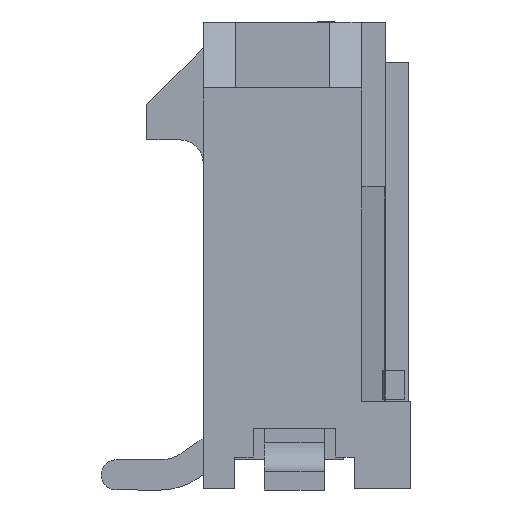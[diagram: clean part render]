
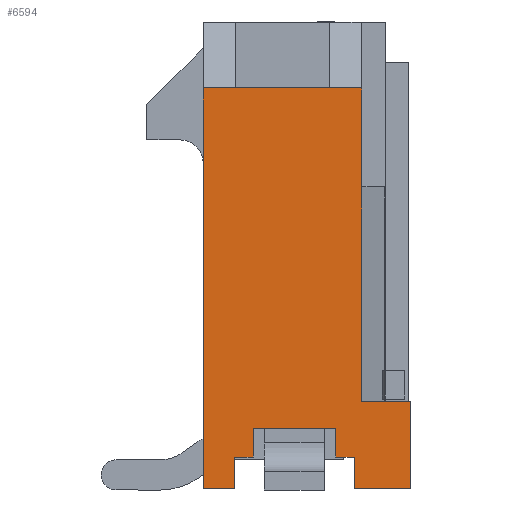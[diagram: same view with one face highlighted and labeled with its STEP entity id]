
A CAD part, left-side view. The second image highlights one B-rep face of the part: STEP entity #6594.
In plain terms, the highlighted planar face has unit normal (-1, 0, 0).
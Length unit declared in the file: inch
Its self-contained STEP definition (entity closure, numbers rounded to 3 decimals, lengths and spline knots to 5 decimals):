
#60 = CARTESIAN_POINT ( 'NONE',  ( -0.24902, -0.05, 0. ) ) ;
#254 = CARTESIAN_POINT ( 'NONE',  ( -0.24902, -0.0563, 0. ) ) ;
#255 = DIRECTION ( 'NONE',  ( 0., 0., 1. ) ) ;
#319 = AXIS2_PLACEMENT_3D ( 'NONE', #5709, #8784, #6464 ) ;
#381 = EDGE_CURVE ( 'NONE', #2184, #3664, #7216, .T. ) ;
#444 = VERTEX_POINT ( 'NONE', #2052 ) ;
#686 = EDGE_CURVE ( 'NONE', #5015, #2082, #6133, .T. ) ;
#771 = VERTEX_POINT ( 'NONE', #1651 ) ;
#996 = ORIENTED_EDGE ( 'NONE', *, *, #9578, .F. ) ;
#1008 = CARTESIAN_POINT ( 'NONE',  ( -0.24902, -0.02953, 0.13976 ) ) ;
#1065 = VERTEX_POINT ( 'NONE', #9675 ) ;
#1079 = VECTOR ( 'NONE', #8257, 39.37008 ) ;
#1088 = EDGE_CURVE ( 'NONE', #6818, #5015, #3659, .T. ) ;
#1188 = LINE ( 'NONE', #4798, #2021 ) ;
#1322 = VECTOR ( 'NONE', #2861, 39.37008 ) ;
#1389 = ORIENTED_EDGE ( 'NONE', *, *, #5933, .F. ) ;
#1515 = CARTESIAN_POINT ( 'NONE',  ( -0.24902, 0., -0.1685 ) ) ;
#1542 = EDGE_CURVE ( 'NONE', #1694, #771, #6919, .T. ) ;
#1588 = CARTESIAN_POINT ( 'NONE',  ( -0.24902, 0.05, -0.19488 ) ) ;
#1631 = EDGE_CURVE ( 'NONE', #771, #2184, #1863, .T. ) ;
#1633 = VECTOR ( 'NONE', #9354, 39.37008 ) ;
#1651 = CARTESIAN_POINT ( 'NONE',  ( -0.24902, -0.0563, 0.13976 ) ) ;
#1694 = VERTEX_POINT ( 'NONE', #1008 ) ;
#1774 = EDGE_CURVE ( 'NONE', #4517, #6818, #5808, .T. ) ;
#1830 = ORIENTED_EDGE ( 'NONE', *, *, #3238, .F. ) ;
#1863 = LINE ( 'NONE', #254, #3986 ) ;
#1875 = CARTESIAN_POINT ( 'NONE',  ( -0.24902, 0.05, 0. ) ) ;
#1910 = DIRECTION ( 'NONE',  ( 0., 0., -1. ) ) ;
#1930 = FACE_OUTER_BOUND ( 'NONE', #9615, .T. ) ;
#2021 = VECTOR ( 'NONE', #255, 39.37008 ) ;
#2038 = VECTOR ( 'NONE', #6073, 39.37008 ) ;
#2051 = CARTESIAN_POINT ( 'NONE',  ( -0.24902, -0.03445, -0.1685 ) ) ;
#2052 = CARTESIAN_POINT ( 'NONE',  ( -0.24902, 0.07598, -0.19488 ) ) ;
#2082 = VERTEX_POINT ( 'NONE', #1588 ) ;
#2166 = EDGE_CURVE ( 'NONE', #7017, #3152, #8622, .T. ) ;
#2184 = VERTEX_POINT ( 'NONE', #5381 ) ;
#2188 = EDGE_CURVE ( 'NONE', #1065, #4517, #5318, .T. ) ;
#2292 = VECTOR ( 'NONE', #3696, 39.37008 ) ;
#2343 = CARTESIAN_POINT ( 'NONE',  ( -0.24902, -0.05, -0.19488 ) ) ;
#2373 = LINE ( 'NONE', #2954, #1322 ) ;
#2385 = CARTESIAN_POINT ( 'NONE',  ( -0.24902, -0.03445, 0. ) ) ;
#2861 = DIRECTION ( 'NONE',  ( 0., 1., 0. ) ) ;
#2902 = VECTOR ( 'NONE', #6211, 39.37008 ) ;
#2954 = CARTESIAN_POINT ( 'NONE',  ( -0.24902, 0., -0.19488 ) ) ;
#3002 = CARTESIAN_POINT ( 'NONE',  ( -0.24902, 0., -0.19488 ) ) ;
#3130 = EDGE_CURVE ( 'NONE', #7657, #1065, #9681, .T. ) ;
#3152 = VERTEX_POINT ( 'NONE', #7690 ) ;
#3238 = EDGE_CURVE ( 'NONE', #2082, #444, #2373, .T. ) ;
#3362 = DIRECTION ( 'NONE',  ( 0., 0., -1. ) ) ;
#3442 = VECTOR ( 'NONE', #1910, 39.37008 ) ;
#3473 = CARTESIAN_POINT ( 'NONE',  ( -0.24902, -0.0563, 0. ) ) ;
#3617 = CARTESIAN_POINT ( 'NONE',  ( -0.24902, 0.03445, -0.1685 ) ) ;
#3659 = LINE ( 'NONE', #8593, #1633 ) ;
#3664 = VERTEX_POINT ( 'NONE', #9259 ) ;
#3696 = DIRECTION ( 'NONE',  ( 0., 0., -1. ) ) ;
#3925 = EDGE_CURVE ( 'NONE', #9549, #8827, #3935, .T. ) ;
#3935 = LINE ( 'NONE', #6645, #2292 ) ;
#3986 = VECTOR ( 'NONE', #7704, 39.37008 ) ;
#4134 = EDGE_CURVE ( 'NONE', #3664, #9549, #6040, .T. ) ;
#4208 = LINE ( 'NONE', #1515, #8927 ) ;
#4312 = ORIENTED_EDGE ( 'NONE', *, *, #1774, .F. ) ;
#4366 = ORIENTED_EDGE ( 'NONE', *, *, #5332, .F. ) ;
#4507 = VECTOR ( 'NONE', #3362, 39.37008 ) ;
#4517 = VERTEX_POINT ( 'NONE', #8724 ) ;
#4660 = CARTESIAN_POINT ( 'NONE',  ( -0.24902, 0., -0.14488 ) ) ;
#4748 = DIRECTION ( 'NONE',  ( 0., 0., 1. ) ) ;
#4798 = CARTESIAN_POINT ( 'NONE',  ( -0.24902, 0.07598, -0.19488 ) ) ;
#4807 = ORIENTED_EDGE ( 'NONE', *, *, #4134, .F. ) ;
#4832 = CARTESIAN_POINT ( 'NONE',  ( -0.24902, 0.03445, 0. ) ) ;
#5015 = VERTEX_POINT ( 'NONE', #7960 ) ;
#5106 = ORIENTED_EDGE ( 'NONE', *, *, #2166, .F. ) ;
#5167 = EDGE_CURVE ( 'NONE', #3152, #7657, #4208, .T. ) ;
#5195 = VECTOR ( 'NONE', #5759, 39.37008 ) ;
#5318 = LINE ( 'NONE', #4660, #2038 ) ;
#5332 = EDGE_CURVE ( 'NONE', #5611, #5986, #7852, .T. ) ;
#5381 = CARTESIAN_POINT ( 'NONE',  ( -0.24902, -0.0563, 0.05709 ) ) ;
#5391 = CARTESIAN_POINT ( 'NONE',  ( -0.24902, 0., 0.13976 ) ) ;
#5404 = CARTESIAN_POINT ( 'NONE',  ( -0.24902, -0.09724, -0.19488 ) ) ;
#5517 = DIRECTION ( 'NONE',  ( 0., -1., 0. ) ) ;
#5574 = CARTESIAN_POINT ( 'NONE',  ( -0.24902, 0., -0.12205 ) ) ;
#5585 = ORIENTED_EDGE ( 'NONE', *, *, #1631, .F. ) ;
#5611 = VERTEX_POINT ( 'NONE', #9161 ) ;
#5693 = CARTESIAN_POINT ( 'NONE',  ( -0.24902, 0., 0.13976 ) ) ;
#5709 = CARTESIAN_POINT ( 'NONE',  ( -0.24902, 0., 0. ) ) ;
#5759 = DIRECTION ( 'NONE',  ( 0., 0., -1. ) ) ;
#5798 = DIRECTION ( 'NONE',  ( 0., -1., 0. ) ) ;
#5808 = LINE ( 'NONE', #4832, #4507 ) ;
#5933 = EDGE_CURVE ( 'NONE', #5986, #1694, #6762, .T. ) ;
#5986 = VERTEX_POINT ( 'NONE', #6685 ) ;
#6019 = DIRECTION ( 'NONE',  ( 0., -1., 0. ) ) ;
#6022 = VECTOR ( 'NONE', #4748, 39.37008 ) ;
#6040 = LINE ( 'NONE', #5574, #2902 ) ;
#6073 = DIRECTION ( 'NONE',  ( 0., 1., 0. ) ) ;
#6133 = LINE ( 'NONE', #1875, #3442 ) ;
#6211 = DIRECTION ( 'NONE',  ( 0., -1., 0. ) ) ;
#6307 = CARTESIAN_POINT ( 'NONE',  ( -0.24902, -0.09724, -0.12205 ) ) ;
#6464 = DIRECTION ( 'NONE',  ( 0., 0., -1. ) ) ;
#6594 = ADVANCED_FACE ( 'NONE', ( #1930 ), #7287, .F. ) ;
#6645 = CARTESIAN_POINT ( 'NONE',  ( -0.24902, -0.09724, 0. ) ) ;
#6685 = CARTESIAN_POINT ( 'NONE',  ( -0.24902, 0.04921, 0.13976 ) ) ;
#6690 = ORIENTED_EDGE ( 'NONE', *, *, #381, .F. ) ;
#6694 = DIRECTION ( 'NONE',  ( 0., 1., 0. ) ) ;
#6762 = LINE ( 'NONE', #5693, #8890 ) ;
#6818 = VERTEX_POINT ( 'NONE', #3617 ) ;
#6828 = ORIENTED_EDGE ( 'NONE', *, *, #3925, .F. ) ;
#6878 = ORIENTED_EDGE ( 'NONE', *, *, #1542, .F. ) ;
#6919 = LINE ( 'NONE', #5391, #8231 ) ;
#7017 = VERTEX_POINT ( 'NONE', #2343 ) ;
#7019 = ORIENTED_EDGE ( 'NONE', *, *, #2188, .F. ) ;
#7216 = LINE ( 'NONE', #3473, #5195 ) ;
#7287 = PLANE ( 'NONE',  #319 ) ;
#7554 = CARTESIAN_POINT ( 'NONE',  ( -0.24902, 0., 0.13976 ) ) ;
#7621 = VECTOR ( 'NONE', #6019, 39.37008 ) ;
#7657 = VERTEX_POINT ( 'NONE', #2051 ) ;
#7662 = ORIENTED_EDGE ( 'NONE', *, *, #5167, .F. ) ;
#7690 = CARTESIAN_POINT ( 'NONE',  ( -0.24902, -0.05, -0.1685 ) ) ;
#7704 = DIRECTION ( 'NONE',  ( 0., 0., -1. ) ) ;
#7852 = LINE ( 'NONE', #7554, #7621 ) ;
#7960 = CARTESIAN_POINT ( 'NONE',  ( -0.24902, 0.05, -0.1685 ) ) ;
#8226 = ORIENTED_EDGE ( 'NONE', *, *, #1088, .F. ) ;
#8231 = VECTOR ( 'NONE', #5517, 39.37008 ) ;
#8257 = DIRECTION ( 'NONE',  ( 0., 0., 1. ) ) ;
#8355 = ORIENTED_EDGE ( 'NONE', *, *, #3130, .F. ) ;
#8514 = LINE ( 'NONE', #3002, #9338 ) ;
#8593 = CARTESIAN_POINT ( 'NONE',  ( -0.24902, 0., -0.1685 ) ) ;
#8622 = LINE ( 'NONE', #60, #1079 ) ;
#8669 = EDGE_CURVE ( 'NONE', #8827, #7017, #8514, .T. ) ;
#8724 = CARTESIAN_POINT ( 'NONE',  ( -0.24902, 0.03445, -0.14488 ) ) ;
#8784 = DIRECTION ( 'NONE',  ( 1., 0., 0. ) ) ;
#8827 = VERTEX_POINT ( 'NONE', #5404 ) ;
#8890 = VECTOR ( 'NONE', #5798, 39.37008 ) ;
#8927 = VECTOR ( 'NONE', #6694, 39.37008 ) ;
#8969 = ORIENTED_EDGE ( 'NONE', *, *, #8669, .F. ) ;
#9008 = DIRECTION ( 'NONE',  ( 0., 1., 0. ) ) ;
#9161 = CARTESIAN_POINT ( 'NONE',  ( -0.24902, 0.07598, 0.13976 ) ) ;
#9259 = CARTESIAN_POINT ( 'NONE',  ( -0.24902, -0.0563, -0.12205 ) ) ;
#9338 = VECTOR ( 'NONE', #9008, 39.37008 ) ;
#9354 = DIRECTION ( 'NONE',  ( 0., 1., 0. ) ) ;
#9549 = VERTEX_POINT ( 'NONE', #6307 ) ;
#9578 = EDGE_CURVE ( 'NONE', #444, #5611, #1188, .T. ) ;
#9611 = ORIENTED_EDGE ( 'NONE', *, *, #686, .F. ) ;
#9615 = EDGE_LOOP ( 'NONE', ( #1389, #4366, #996, #1830, #9611, #8226, #4312, #7019, #8355, #7662, #5106, #8969, #6828, #4807, #6690, #5585, #6878 ) ) ;
#9675 = CARTESIAN_POINT ( 'NONE',  ( -0.24902, -0.03445, -0.14488 ) ) ;
#9681 = LINE ( 'NONE', #2385, #6022 ) ;
